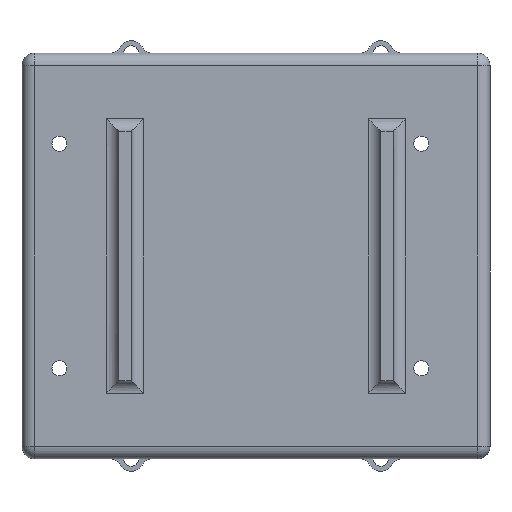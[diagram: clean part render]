
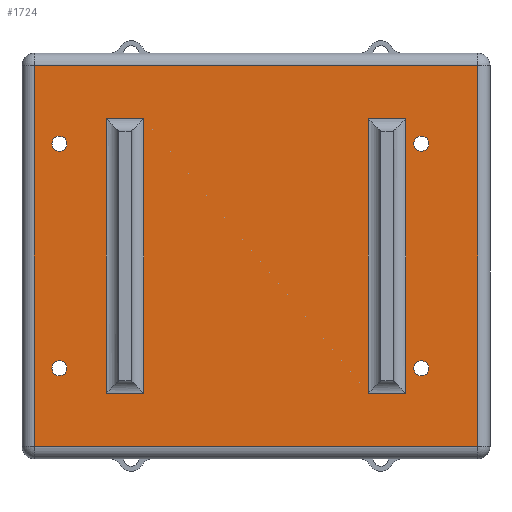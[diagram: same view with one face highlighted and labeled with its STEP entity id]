
A CAD part, front view. The second image highlights one B-rep face of the part: STEP entity #1724.
In plain terms, the highlighted planar face has unit normal (0, -1, 0).
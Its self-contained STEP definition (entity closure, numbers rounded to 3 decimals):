
#40=FACE_BOUND('',#227,.T.);
#41=FACE_BOUND('',#228,.T.);
#42=FACE_BOUND('',#229,.T.);
#43=FACE_BOUND('',#230,.T.);
#44=FACE_BOUND('',#231,.T.);
#45=FACE_BOUND('',#232,.T.);
#70=PLANE('',#1869);
#124=FACE_OUTER_BOUND('',#226,.T.);
#226=EDGE_LOOP('',(#1250,#1251,#1252,#1253));
#227=EDGE_LOOP('',(#1254));
#228=EDGE_LOOP('',(#1255));
#229=EDGE_LOOP('',(#1256,#1257,#1258,#1259));
#230=EDGE_LOOP('',(#1260));
#231=EDGE_LOOP('',(#1261));
#232=EDGE_LOOP('',(#1262,#1263,#1264,#1265));
#349=LINE('',#2632,#508);
#351=LINE('',#2639,#510);
#353=LINE('',#2648,#512);
#355=LINE('',#2656,#514);
#378=LINE('',#2718,#537);
#379=LINE('',#2720,#538);
#380=LINE('',#2722,#539);
#381=LINE('',#2723,#540);
#382=LINE('',#2730,#541);
#383=LINE('',#2732,#542);
#384=LINE('',#2734,#543);
#385=LINE('',#2735,#544);
#508=VECTOR('',#2073,10.);
#510=VECTOR('',#2081,10.);
#512=VECTOR('',#2093,10.);
#514=VECTOR('',#2103,10.);
#537=VECTOR('',#2152,10.);
#538=VECTOR('',#2153,10.);
#539=VECTOR('',#2154,10.);
#540=VECTOR('',#2155,10.);
#541=VECTOR('',#2160,10.);
#542=VECTOR('',#2161,10.);
#543=VECTOR('',#2162,10.);
#544=VECTOR('',#2163,10.);
#661=CIRCLE('',#1837,1.2);
#663=CIRCLE('',#1841,1.2);
#680=CIRCLE('',#1870,1.2);
#681=CIRCLE('',#1871,1.2);
#754=VERTEX_POINT('',#2616);
#756=VERTEX_POINT('',#2622);
#757=VERTEX_POINT('',#2625);
#760=VERTEX_POINT('',#2630);
#761=VERTEX_POINT('',#2634);
#763=VERTEX_POINT('',#2643);
#791=VERTEX_POINT('',#2716);
#792=VERTEX_POINT('',#2717);
#793=VERTEX_POINT('',#2719);
#794=VERTEX_POINT('',#2721);
#795=VERTEX_POINT('',#2724);
#796=VERTEX_POINT('',#2726);
#797=VERTEX_POINT('',#2728);
#798=VERTEX_POINT('',#2729);
#799=VERTEX_POINT('',#2731);
#800=VERTEX_POINT('',#2733);
#924=EDGE_CURVE('',#754,#754,#661,.T.);
#926=EDGE_CURVE('',#756,#756,#663,.T.);
#930=EDGE_CURVE('',#760,#757,#349,.T.);
#934=EDGE_CURVE('',#757,#761,#351,.T.);
#939=EDGE_CURVE('',#761,#763,#353,.T.);
#943=EDGE_CURVE('',#763,#760,#355,.T.);
#973=EDGE_CURVE('',#791,#792,#378,.T.);
#974=EDGE_CURVE('',#793,#791,#379,.T.);
#975=EDGE_CURVE('',#794,#793,#380,.T.);
#976=EDGE_CURVE('',#792,#794,#381,.T.);
#977=EDGE_CURVE('',#795,#795,#680,.T.);
#978=EDGE_CURVE('',#796,#796,#681,.T.);
#979=EDGE_CURVE('',#797,#798,#382,.T.);
#980=EDGE_CURVE('',#799,#797,#383,.T.);
#981=EDGE_CURVE('',#800,#799,#384,.T.);
#982=EDGE_CURVE('',#798,#800,#385,.T.);
#1250=ORIENTED_EDGE('',*,*,#930,.F.);
#1251=ORIENTED_EDGE('',*,*,#943,.F.);
#1252=ORIENTED_EDGE('',*,*,#939,.F.);
#1253=ORIENTED_EDGE('',*,*,#934,.F.);
#1254=ORIENTED_EDGE('',*,*,#924,.T.);
#1255=ORIENTED_EDGE('',*,*,#926,.T.);
#1256=ORIENTED_EDGE('',*,*,#973,.F.);
#1257=ORIENTED_EDGE('',*,*,#974,.F.);
#1258=ORIENTED_EDGE('',*,*,#975,.F.);
#1259=ORIENTED_EDGE('',*,*,#976,.F.);
#1260=ORIENTED_EDGE('',*,*,#977,.T.);
#1261=ORIENTED_EDGE('',*,*,#978,.T.);
#1262=ORIENTED_EDGE('',*,*,#979,.F.);
#1263=ORIENTED_EDGE('',*,*,#980,.F.);
#1264=ORIENTED_EDGE('',*,*,#981,.F.);
#1265=ORIENTED_EDGE('',*,*,#982,.F.);
#1724=ADVANCED_FACE('',(#124,#40,#41,#42,#43,#44,#45),#70,.T.);
#1837=AXIS2_PLACEMENT_3D('',#2617,#2056,#2057);
#1841=AXIS2_PLACEMENT_3D('',#2623,#2064,#2065);
#1869=AXIS2_PLACEMENT_3D('',#2715,#2150,#2151);
#1870=AXIS2_PLACEMENT_3D('',#2725,#2156,#2157);
#1871=AXIS2_PLACEMENT_3D('',#2727,#2158,#2159);
#2056=DIRECTION('center_axis',(0.,1.,0.));
#2057=DIRECTION('ref_axis',(-1.,0.,0.));
#2064=DIRECTION('center_axis',(0.,1.,0.));
#2065=DIRECTION('ref_axis',(-1.,0.,0.));
#2073=DIRECTION('',(1.,0.,0.));
#2081=DIRECTION('',(0.,0.,-1.));
#2093=DIRECTION('',(-1.,0.,0.));
#2103=DIRECTION('',(0.,0.,1.));
#2150=DIRECTION('center_axis',(0.,-1.,0.));
#2151=DIRECTION('ref_axis',(0.,0.,-1.));
#2152=DIRECTION('',(0.,0.,1.));
#2153=DIRECTION('',(1.,0.,0.));
#2154=DIRECTION('',(0.,0.,-1.));
#2155=DIRECTION('',(-1.,0.,0.));
#2156=DIRECTION('center_axis',(0.,1.,0.));
#2157=DIRECTION('ref_axis',(-1.,0.,0.));
#2158=DIRECTION('center_axis',(0.,1.,0.));
#2159=DIRECTION('ref_axis',(-1.,0.,0.));
#2160=DIRECTION('',(0.,0.,-1.));
#2161=DIRECTION('',(-1.,0.,0.));
#2162=DIRECTION('',(0.,0.,1.));
#2163=DIRECTION('',(1.,0.,0.));
#2616=CARTESIAN_POINT('',(27.7,0.,-18.));
#2617=CARTESIAN_POINT('Origin',(26.5,0.,-18.));
#2622=CARTESIAN_POINT('',(27.7,0.,18.));
#2623=CARTESIAN_POINT('Origin',(26.5,0.,18.));
#2625=CARTESIAN_POINT('',(35.5,0.,30.5));
#2630=CARTESIAN_POINT('',(-35.5,0.,30.5));
#2632=CARTESIAN_POINT('',(-18.75,0.,30.5));
#2634=CARTESIAN_POINT('',(35.5,0.,-30.5));
#2639=CARTESIAN_POINT('',(35.5,0.,16.25));
#2643=CARTESIAN_POINT('',(-35.5,0.,-30.5));
#2648=CARTESIAN_POINT('',(18.75,0.,-30.5));
#2656=CARTESIAN_POINT('',(-35.5,0.,-16.25));
#2715=CARTESIAN_POINT('Origin',(0.,0.,0.));
#2716=CARTESIAN_POINT('',(24.,0.,-22.));
#2717=CARTESIAN_POINT('',(24.,0.,22.));
#2718=CARTESIAN_POINT('',(24.,0.,10.));
#2719=CARTESIAN_POINT('',(18.,0.,-22.));
#2720=CARTESIAN_POINT('',(11.,0.,-22.));
#2721=CARTESIAN_POINT('',(18.,0.,22.));
#2722=CARTESIAN_POINT('',(18.,0.,-10.));
#2723=CARTESIAN_POINT('',(10.,0.,22.));
#2724=CARTESIAN_POINT('',(-30.3,0.,18.));
#2725=CARTESIAN_POINT('Origin',(-31.5,0.,18.));
#2726=CARTESIAN_POINT('',(-30.3,0.,-18.));
#2727=CARTESIAN_POINT('Origin',(-31.5,0.,-18.));
#2728=CARTESIAN_POINT('',(-24.,0.,22.));
#2729=CARTESIAN_POINT('',(-24.,0.,-22.));
#2730=CARTESIAN_POINT('',(-24.,0.,10.));
#2731=CARTESIAN_POINT('',(-18.,0.,22.));
#2732=CARTESIAN_POINT('',(-10.,0.,22.));
#2733=CARTESIAN_POINT('',(-18.,0.,-22.));
#2734=CARTESIAN_POINT('',(-18.,0.,-10.));
#2735=CARTESIAN_POINT('',(-11.,0.,-22.));
